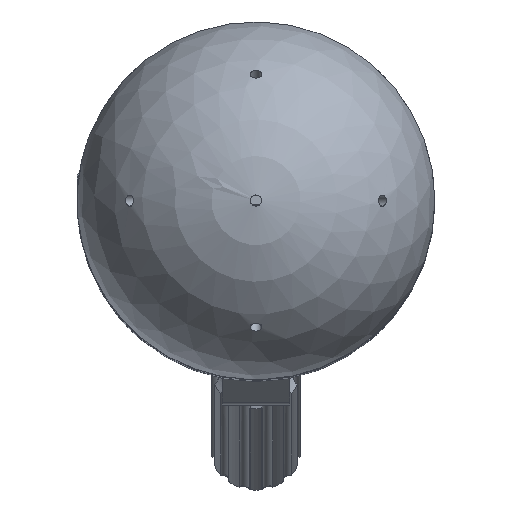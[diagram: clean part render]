
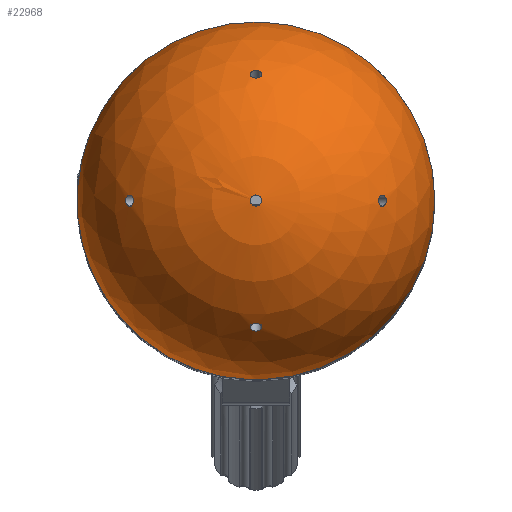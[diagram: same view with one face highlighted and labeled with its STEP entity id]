
A CAD part, top view. The second image highlights one B-rep face of the part: STEP entity #22968.
In plain terms, the highlighted spherical face has radius 25.4 mm.
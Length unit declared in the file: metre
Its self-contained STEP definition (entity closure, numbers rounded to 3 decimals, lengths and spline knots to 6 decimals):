
#71=SPHERICAL_SURFACE('',#25402,0.0254);
#1989=CIRCLE('',#25380,0.0254);
#2007=CIRCLE('',#25403,0.000794);
#2008=CIRCLE('',#25404,0.000794);
#2009=CIRCLE('',#25405,0.000794);
#2010=CIRCLE('',#25406,0.000794);
#2011=CIRCLE('',#25407,0.000794);
#2012=CIRCLE('',#25408,0.000794);
#5282=ORIENTED_EDGE('',*,*,#10432,.F.);
#5283=ORIENTED_EDGE('',*,*,#10433,.T.);
#5284=ORIENTED_EDGE('',*,*,#10434,.T.);
#5285=ORIENTED_EDGE('',*,*,#10399,.F.);
#5286=ORIENTED_EDGE('',*,*,#10435,.F.);
#5287=ORIENTED_EDGE('',*,*,#10436,.T.);
#5288=ORIENTED_EDGE('',*,*,#10437,.T.);
#10399=EDGE_CURVE('',#13226,#13227,#1989,.T.);
#10432=EDGE_CURVE('',#13258,#13258,#2007,.T.);
#10433=EDGE_CURVE('',#13259,#13259,#2008,.T.);
#10434=EDGE_CURVE('',#13226,#13227,#2009,.T.);
#10435=EDGE_CURVE('',#13260,#13260,#2010,.T.);
#10436=EDGE_CURVE('',#13261,#13261,#2011,.T.);
#10437=EDGE_CURVE('',#13262,#13262,#2012,.T.);
#13226=VERTEX_POINT('',#37013);
#13227=VERTEX_POINT('',#37014);
#13258=VERTEX_POINT('',#37142);
#13259=VERTEX_POINT('',#37144);
#13260=VERTEX_POINT('',#37147);
#13261=VERTEX_POINT('',#37149);
#13262=VERTEX_POINT('',#37151);
#19320=EDGE_LOOP('',(#5282));
#19321=EDGE_LOOP('',(#5283));
#19322=EDGE_LOOP('',(#5284,#5285));
#19323=EDGE_LOOP('',(#5286));
#19324=EDGE_LOOP('',(#5287));
#19325=EDGE_LOOP('',(#5288));
#21074=FACE_BOUND('',#19320,.T.);
#21075=FACE_BOUND('',#19321,.T.);
#21076=FACE_BOUND('',#19322,.T.);
#21077=FACE_BOUND('',#19323,.T.);
#21078=FACE_BOUND('',#19324,.T.);
#21079=FACE_BOUND('',#19325,.T.);
#22968=ADVANCED_FACE('',(#21074,#21075,#21076,#21077,#21078,#21079),#71,
 .T.);
#25380=AXIS2_PLACEMENT_3D('',#37012,#29385,#29386);
#25402=AXIS2_PLACEMENT_3D('',#37140,#29434,#29435);
#25403=AXIS2_PLACEMENT_3D('',#37141,#29436,#29437);
#25404=AXIS2_PLACEMENT_3D('',#37143,#29438,#29439);
#25405=AXIS2_PLACEMENT_3D('',#37145,#29440,#29441);
#25406=AXIS2_PLACEMENT_3D('',#37146,#29442,#29443);
#25407=AXIS2_PLACEMENT_3D('',#37148,#29444,#29445);
#25408=AXIS2_PLACEMENT_3D('',#37150,#29446,#29447);
#29385=DIRECTION('',(0.,1.,0.));
#29386=DIRECTION('',(0.,0.,1.));
#29434=DIRECTION('',(0.,1.,0.));
#29435=DIRECTION('',(-0.707,0.,0.707));
#29436=DIRECTION('',(0.,-0.707,-0.707));
#29437=DIRECTION('',(0.,0.707,-0.707));
#29438=DIRECTION('',(0.,1.,0.));
#29439=DIRECTION('',(0.,0.,1.));
#29440=DIRECTION('',(0.,0.,1.));
#29441=DIRECTION('',(1.,0.,0.));
#29442=DIRECTION('',(-0.707,-0.707,0.));
#29443=DIRECTION('',(-0.707,0.707,0.));
#29444=DIRECTION('',(0.,0.707,-0.707));
#29445=DIRECTION('',(0.,0.707,0.707));
#29446=DIRECTION('',(-0.707,0.707,0.));
#29447=DIRECTION('',(0.707,0.707,0.));
#37012=CARTESIAN_POINT('',(0.,-0.03175,0.));
#37013=CARTESIAN_POINT('',(-0.000794,-0.03175,-0.025388));
#37014=CARTESIAN_POINT('',(0.000794,-0.03175,-0.025388));
#37140=CARTESIAN_POINT('',(0.,-0.03175,0.));
#37141=CARTESIAN_POINT('',(0.,-0.049702,-0.017952));
#37142=CARTESIAN_POINT('',(0.,-0.04914,-0.018513));
#37143=CARTESIAN_POINT('',(0.,-0.057138,0.));
#37144=CARTESIAN_POINT('',(0.,-0.057138,0.000794));
#37145=CARTESIAN_POINT('',(0.,-0.03175,-0.025388));
#37146=CARTESIAN_POINT('',(-0.017952,-0.049702,0.));
#37147=CARTESIAN_POINT('',(-0.018513,-0.04914,0.));
#37148=CARTESIAN_POINT('',(0.,-0.049702,0.017952));
#37149=CARTESIAN_POINT('',(0.,-0.04914,0.018513));
#37150=CARTESIAN_POINT('',(0.017952,-0.049702,0.));
#37151=CARTESIAN_POINT('',(0.018513,-0.04914,0.));
